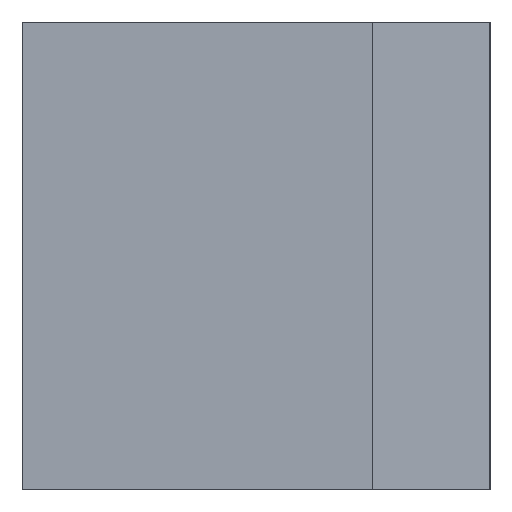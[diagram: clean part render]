
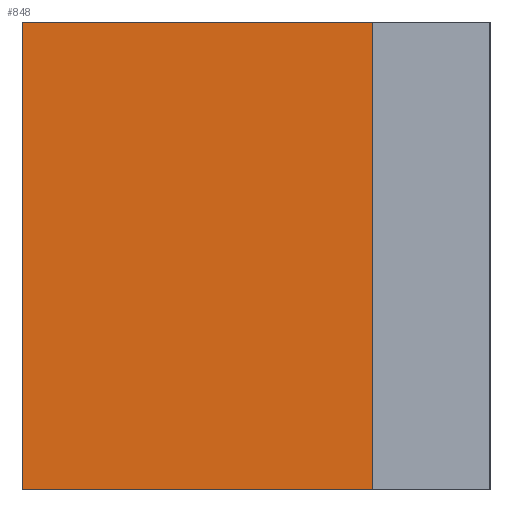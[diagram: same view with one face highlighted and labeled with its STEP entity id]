
A CAD part, left-side view. The second image highlights one B-rep face of the part: STEP entity #848.
In plain terms, the highlighted planar face has unit normal (-1, 0, 0).
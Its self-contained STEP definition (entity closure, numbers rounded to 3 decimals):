
#16=FACE_OUTER_BOUND('',#61,.T.);
#61=EDGE_LOOP('',(#577,#578,#579,#580));
#105=LINE('',#1178,#228);
#126=LINE('',#1220,#249);
#127=LINE('',#1222,#250);
#128=LINE('',#1223,#251);
#228=VECTOR('',#963,10.);
#249=VECTOR('',#986,10.);
#250=VECTOR('',#987,10.);
#251=VECTOR('',#988,10.);
#351=VERTEX_POINT('',#1176);
#352=VERTEX_POINT('',#1177);
#372=VERTEX_POINT('',#1219);
#373=VERTEX_POINT('',#1221);
#433=EDGE_CURVE('',#351,#352,#105,.T.);
#454=EDGE_CURVE('',#372,#352,#126,.T.);
#455=EDGE_CURVE('',#351,#373,#127,.T.);
#456=EDGE_CURVE('',#373,#372,#128,.T.);
#577=ORIENTED_EDGE('',*,*,#454,.T.);
#578=ORIENTED_EDGE('',*,*,#433,.F.);
#579=ORIENTED_EDGE('',*,*,#455,.T.);
#580=ORIENTED_EDGE('',*,*,#456,.T.);
#803=PLANE('',#915);
#848=ADVANCED_FACE('',(#16),#803,.T.);
#915=AXIS2_PLACEMENT_3D('',#1218,#984,#985);
#963=DIRECTION('',(0.,-1.,0.));
#984=DIRECTION('center_axis',(-1.,0.,0.));
#985=DIRECTION('ref_axis',(0.,-1.,0.));
#986=DIRECTION('',(0.,0.,1.));
#987=DIRECTION('',(0.,0.,-1.));
#988=DIRECTION('',(0.,-1.,0.));
#1176=CARTESIAN_POINT('',(-80.,20.,10.));
#1177=CARTESIAN_POINT('',(-80.,5.,10.));
#1178=CARTESIAN_POINT('',(-80.,20.,10.));
#1218=CARTESIAN_POINT('Origin',(-80.,20.,0.));
#1219=CARTESIAN_POINT('',(-80.,5.,-10.));
#1220=CARTESIAN_POINT('',(-80.,5.,0.));
#1221=CARTESIAN_POINT('',(-80.,20.,-10.));
#1222=CARTESIAN_POINT('',(-80.,20.,0.));
#1223=CARTESIAN_POINT('',(-80.,20.,-10.));
